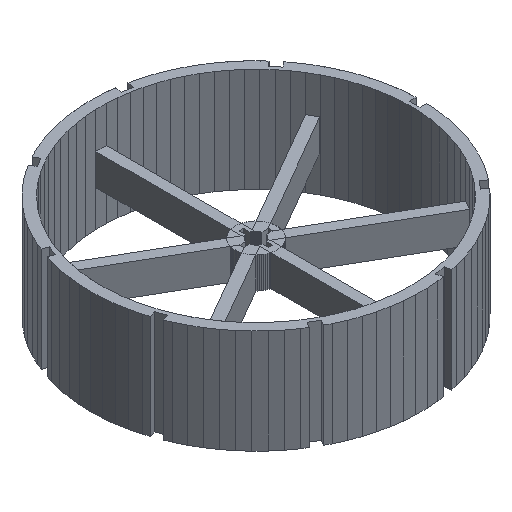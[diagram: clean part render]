
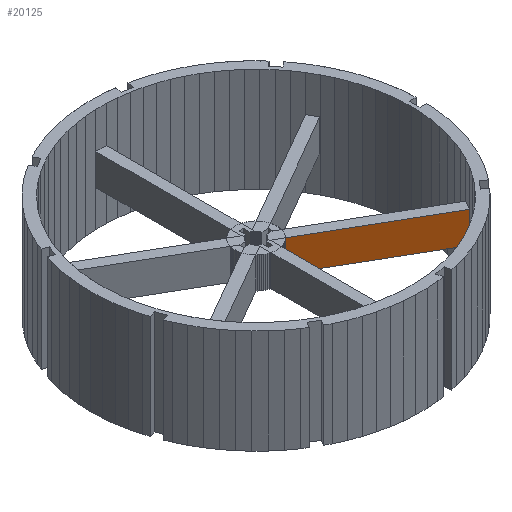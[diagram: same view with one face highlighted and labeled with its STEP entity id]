
A CAD part, isometric view. The second image highlights one B-rep face of the part: STEP entity #20125.
In plain terms, the highlighted planar face has unit normal (-0.5, -0.866, 0).
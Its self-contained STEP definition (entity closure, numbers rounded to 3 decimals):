
#3566 = PLANE('',#3567);
#3567 = AXIS2_PLACEMENT_3D('',#3568,#3569,#3570);
#3568 = CARTESIAN_POINT('',(63.18,-39.479,-25.));
#3569 = DIRECTION('',(-0.866,0.5,0.));
#3570 = DIRECTION('',(0.5,0.866,0.));
#16404 = VERTEX_POINT('',#16405);
#16405 = CARTESIAN_POINT('',(63.23,-39.392,7.5));
#16420 = PLANE('',#16421);
#16421 = AXIS2_PLACEMENT_3D('',#16422,#16423,#16424);
#16422 = CARTESIAN_POINT('',(-67.166,41.665,7.5));
#16423 = DIRECTION('',(0.,0.,1.));
#16424 = DIRECTION('',(-0.5,-0.866,0.));
#16431 = EDGE_CURVE('',#16432,#16404,#16434,.T.);
#16432 = VERTEX_POINT('',#16433);
#16433 = CARTESIAN_POINT('',(63.23,-39.392,-7.5));
#16434 = SURFACE_CURVE('',#16435,(#16439,#16445),.PCURVE_S1.);
#16435 = LINE('',#16436,#16437);
#16436 = CARTESIAN_POINT('',(63.23,-39.392,-16.25));
#16437 = VECTOR('',#16438,1.);
#16438 = DIRECTION('',(0.,0.,1.));
#16439 = PCURVE('',#3566,#16440);
#16440 = DEFINITIONAL_REPRESENTATION('',(#16441),#16444);
#16441 = B_SPLINE_CURVE_WITH_KNOTS('',1,(#16442,#16443),.UNSPECIFIED.,
  .F.,.F.,(2,2),(7.25,25.25),.PIECEWISE_BEZIER_KNOTS.);
#16442 = CARTESIAN_POINT('',(0.1,-16.));
#16443 = CARTESIAN_POINT('',(0.1,-34.));
#16444 = ( GEOMETRIC_REPRESENTATION_CONTEXT(2) 
PARAMETRIC_REPRESENTATION_CONTEXT() REPRESENTATION_CONTEXT('2D SPACE',''
  ) );
#16445 = PCURVE('',#16446,#16451);
#16446 = PLANE('',#16447);
#16447 = AXIS2_PLACEMENT_3D('',#16448,#16449,#16450);
#16448 = CARTESIAN_POINT('',(-69.666,37.335,-7.5));
#16449 = DIRECTION('',(-0.5,-0.866,0.));
#16450 = DIRECTION('',(0.,0.,1.));
#16451 = DEFINITIONAL_REPRESENTATION('',(#16452),#16455);
#16452 = B_SPLINE_CURVE_WITH_KNOTS('',1,(#16453,#16454),.UNSPECIFIED.,
  .F.,.F.,(2,2),(7.25,25.25),.PIECEWISE_BEZIER_KNOTS.);
#16453 = CARTESIAN_POINT('',(-1.5,-153.455));
#16454 = CARTESIAN_POINT('',(16.5,-153.455));
#16455 = ( GEOMETRIC_REPRESENTATION_CONTEXT(2) 
PARAMETRIC_REPRESENTATION_CONTEXT() REPRESENTATION_CONTEXT('2D SPACE',''
  ) );
#16472 = PLANE('',#16473);
#16473 = AXIS2_PLACEMENT_3D('',#16474,#16475,#16476);
#16474 = CARTESIAN_POINT('',(-67.166,41.665,-7.5));
#16475 = DIRECTION('',(0.,0.,1.));
#16476 = DIRECTION('',(-0.5,-0.866,0.));
#19792 = VERTEX_POINT('',#19793);
#19793 = CARTESIAN_POINT('',(7.133,-7.005,7.5));
#19814 = EDGE_CURVE('',#19792,#16404,#19815,.T.);
#19815 = SURFACE_CURVE('',#19816,(#19820,#19827),.PCURVE_S1.);
#19816 = LINE('',#19817,#19818);
#19817 = CARTESIAN_POINT('',(-69.666,37.335,7.5));
#19818 = VECTOR('',#19819,1.);
#19819 = DIRECTION('',(0.866,-0.5,0.));
#19820 = PCURVE('',#16420,#19821);
#19821 = DEFINITIONAL_REPRESENTATION('',(#19822),#19826);
#19822 = LINE('',#19823,#19824);
#19823 = CARTESIAN_POINT('',(5.,0.));
#19824 = VECTOR('',#19825,1.);
#19825 = DIRECTION('',(0.,1.));
#19826 = ( GEOMETRIC_REPRESENTATION_CONTEXT(2) 
PARAMETRIC_REPRESENTATION_CONTEXT() REPRESENTATION_CONTEXT('2D SPACE',''
  ) );
#19827 = PCURVE('',#16446,#19828);
#19828 = DEFINITIONAL_REPRESENTATION('',(#19829),#19833);
#19829 = LINE('',#19830,#19831);
#19830 = CARTESIAN_POINT('',(15.,0.));
#19831 = VECTOR('',#19832,1.);
#19832 = DIRECTION('',(0.,-1.));
#19833 = ( GEOMETRIC_REPRESENTATION_CONTEXT(2) 
PARAMETRIC_REPRESENTATION_CONTEXT() REPRESENTATION_CONTEXT('2D SPACE',''
  ) );
#20082 = VERTEX_POINT('',#20083);
#20083 = CARTESIAN_POINT('',(7.133,-7.005,-7.5));
#20104 = EDGE_CURVE('',#20082,#16432,#20105,.T.);
#20105 = SURFACE_CURVE('',#20106,(#20110,#20117),.PCURVE_S1.);
#20106 = LINE('',#20107,#20108);
#20107 = CARTESIAN_POINT('',(-69.666,37.335,-7.5));
#20108 = VECTOR('',#20109,1.);
#20109 = DIRECTION('',(0.866,-0.5,0.));
#20110 = PCURVE('',#16472,#20111);
#20111 = DEFINITIONAL_REPRESENTATION('',(#20112),#20116);
#20112 = LINE('',#20113,#20114);
#20113 = CARTESIAN_POINT('',(5.,0.));
#20114 = VECTOR('',#20115,1.);
#20115 = DIRECTION('',(0.,1.));
#20116 = ( GEOMETRIC_REPRESENTATION_CONTEXT(2) 
PARAMETRIC_REPRESENTATION_CONTEXT() REPRESENTATION_CONTEXT('2D SPACE',''
  ) );
#20117 = PCURVE('',#16446,#20118);
#20118 = DEFINITIONAL_REPRESENTATION('',(#20119),#20123);
#20119 = LINE('',#20120,#20121);
#20120 = CARTESIAN_POINT('',(0.,0.));
#20121 = VECTOR('',#20122,1.);
#20122 = DIRECTION('',(0.,-1.));
#20123 = ( GEOMETRIC_REPRESENTATION_CONTEXT(2) 
PARAMETRIC_REPRESENTATION_CONTEXT() REPRESENTATION_CONTEXT('2D SPACE',''
  ) );
#20125 = ADVANCED_FACE('',(#20126),#16446,.T.);
#20126 = FACE_BOUND('',#20127,.T.);
#20127 = EDGE_LOOP('',(#20128,#20129,#20153,#20154));
#20128 = ORIENTED_EDGE('',*,*,#19814,.F.);
#20129 = ORIENTED_EDGE('',*,*,#20130,.T.);
#20130 = EDGE_CURVE('',#19792,#20082,#20131,.T.);
#20131 = SURFACE_CURVE('',#20132,(#20136,#20142),.PCURVE_S1.);
#20132 = LINE('',#20133,#20134);
#20133 = CARTESIAN_POINT('',(7.133,-7.005,-7.5));
#20134 = VECTOR('',#20135,1.);
#20135 = DIRECTION('',(0.,0.,-1.));
#20136 = PCURVE('',#16446,#20137);
#20137 = DEFINITIONAL_REPRESENTATION('',(#20138),#20141);
#20138 = B_SPLINE_CURVE_WITH_KNOTS('',1,(#20139,#20140),.UNSPECIFIED.,
  .F.,.F.,(2,2),(-16.5,1.5),.PIECEWISE_BEZIER_KNOTS.);
#20139 = CARTESIAN_POINT('',(16.5,-88.68));
#20140 = CARTESIAN_POINT('',(-1.5,-88.68));
#20141 = ( GEOMETRIC_REPRESENTATION_CONTEXT(2) 
PARAMETRIC_REPRESENTATION_CONTEXT() REPRESENTATION_CONTEXT('2D SPACE',''
  ) );
#20142 = PCURVE('',#20143,#20148);
#20143 = PLANE('',#20144);
#20144 = AXIS2_PLACEMENT_3D('',#20145,#20146,#20147);
#20145 = CARTESIAN_POINT('',(6.691,-7.431,-7.5));
#20146 = DIRECTION('',(-0.695,0.719,0.));
#20147 = DIRECTION('',(0.719,0.695,0.));
#20148 = DEFINITIONAL_REPRESENTATION('',(#20149),#20152);
#20149 = B_SPLINE_CURVE_WITH_KNOTS('',1,(#20150,#20151),.UNSPECIFIED.,
  .F.,.F.,(2,2),(-16.5,1.5),.PIECEWISE_BEZIER_KNOTS.);
#20150 = CARTESIAN_POINT('',(0.614,-16.5));
#20151 = CARTESIAN_POINT('',(0.614,1.5));
#20152 = ( GEOMETRIC_REPRESENTATION_CONTEXT(2) 
PARAMETRIC_REPRESENTATION_CONTEXT() REPRESENTATION_CONTEXT('2D SPACE',''
  ) );
#20153 = ORIENTED_EDGE('',*,*,#20104,.T.);
#20154 = ORIENTED_EDGE('',*,*,#16431,.T.);
